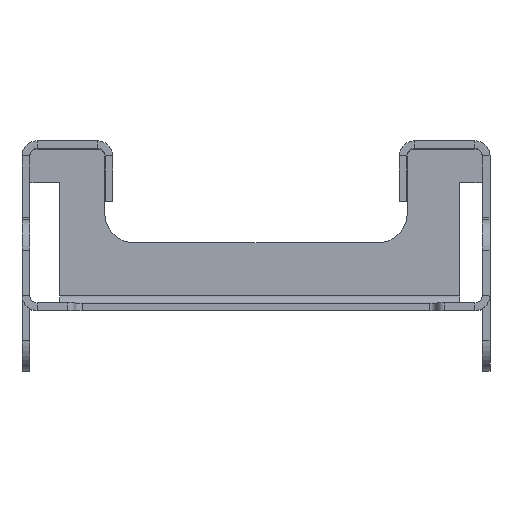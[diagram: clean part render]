
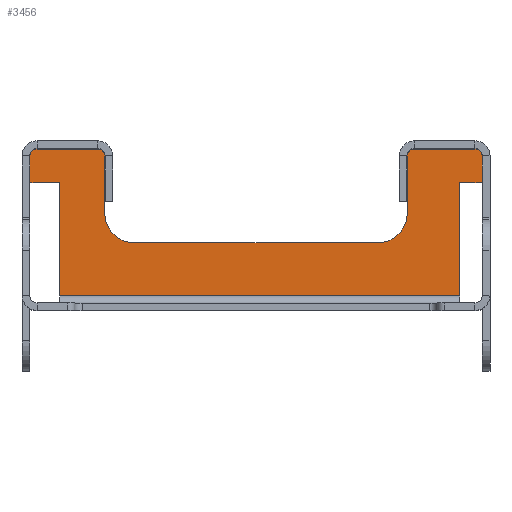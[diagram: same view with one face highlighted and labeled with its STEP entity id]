
A CAD part, top view. The second image highlights one B-rep face of the part: STEP entity #3456.
In plain terms, the highlighted planar face has unit normal (0, 0, 1).
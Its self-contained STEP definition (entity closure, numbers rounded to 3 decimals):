
#56 = ORIENTED_EDGE ( 'NONE', *, *, #2534, .T. ) ;
#64 = ORIENTED_EDGE ( 'NONE', *, *, #3646, .T. ) ;
#68 = VERTEX_POINT ( 'NONE', #2450 ) ;
#71 = LINE ( 'NONE', #3710, #623 ) ;
#92 = EDGE_CURVE ( 'NONE', #2454, #907, #947, .T. ) ;
#204 = DIRECTION ( 'NONE',  ( 0., 0., 1. ) ) ;
#476 = AXIS2_PLACEMENT_3D ( 'NONE', #2124, #2536, #1332 ) ;
#555 = ORIENTED_EDGE ( 'NONE', *, *, #2463, .T. ) ;
#615 = EDGE_CURVE ( 'NONE', #1881, #4613, #3437, .T. ) ;
#623 = VECTOR ( 'NONE', #4904, 1000. ) ;
#643 = LINE ( 'NONE', #1197, #2314 ) ;
#695 = VERTEX_POINT ( 'NONE', #1043 ) ;
#709 = CARTESIAN_POINT ( 'NONE',  ( 59.9, 34., -34. ) ) ;
#723 = CIRCLE ( 'NONE', #5184, 8. ) ;
#736 = DIRECTION ( 'NONE',  ( 1., 0., 0. ) ) ;
#771 = EDGE_CURVE ( 'NONE', #2006, #2785, #5100, .T. ) ;
#804 = EDGE_CURVE ( 'NONE', #2785, #907, #4696, .T. ) ;
#827 = DIRECTION ( 'NONE',  ( -1., 0., 0. ) ) ;
#907 = VERTEX_POINT ( 'NONE', #1202 ) ;
#915 = VERTEX_POINT ( 'NONE', #4857 ) ;
#919 = EDGE_CURVE ( 'NONE', #695, #915, #71, .T. ) ;
#947 = LINE ( 'NONE', #2836, #3685 ) ;
#963 = CARTESIAN_POINT ( 'NONE',  ( -58., 34., -34. ) ) ;
#970 = DIRECTION ( 'NONE',  ( -1., 0., 0. ) ) ;
#1043 = CARTESIAN_POINT ( 'NONE',  ( -42., 42.9, -34. ) ) ;
#1116 = ORIENTED_EDGE ( 'NONE', *, *, #2745, .T. ) ;
#1125 = EDGE_CURVE ( 'NONE', #4613, #1159, #2952, .T. ) ;
#1159 = VERTEX_POINT ( 'NONE', #3401 ) ;
#1191 = EDGE_LOOP ( 'NONE', ( #3145, #4136, #3672, #3996, #1964, #1246, #555, #64, #2792, #56, #3499, #2677, #3493, #4368, #3938, #1116, #1600, #3694 ) ) ;
#1197 = CARTESIAN_POINT ( 'NONE',  ( -58., 18., -34. ) ) ;
#1202 = CARTESIAN_POINT ( 'NONE',  ( -52., 4., -34. ) ) ;
#1233 = AXIS2_PLACEMENT_3D ( 'NONE', #5110, #2372, #4306 ) ;
#1246 = ORIENTED_EDGE ( 'NONE', *, *, #2403, .T. ) ;
#1266 = DIRECTION ( 'NONE',  ( -1., 0., 0. ) ) ;
#1306 = CARTESIAN_POINT ( 'NONE',  ( 32.1, 18., -34. ) ) ;
#1312 = CIRCLE ( 'NONE', #1233, 8. ) ;
#1317 = AXIS2_PLACEMENT_3D ( 'NONE', #3334, #3358, #970 ) ;
#1332 = DIRECTION ( 'NONE',  ( -1., 0., 0. ) ) ;
#1351 = CARTESIAN_POINT ( 'NONE',  ( 54., 41., -34. ) ) ;
#1386 = CARTESIAN_POINT ( 'NONE',  ( -58., 41., -34. ) ) ;
#1518 = CARTESIAN_POINT ( 'NONE',  ( -40.1, 26., -34. ) ) ;
#1600 = ORIENTED_EDGE ( 'NONE', *, *, #771, .T. ) ;
#1607 = PLANE ( 'NONE',  #476 ) ;
#1626 = VECTOR ( 'NONE', #736, 1000. ) ;
#1652 = CIRCLE ( 'NONE', #3892, 1.9 ) ;
#1723 = VECTOR ( 'NONE', #2226, 1000. ) ;
#1747 = LINE ( 'NONE', #1351, #2157 ) ;
#1766 = VECTOR ( 'NONE', #4555, 1000. ) ;
#1774 = DIRECTION ( 'NONE',  ( -1., 0., 0. ) ) ;
#1854 = LINE ( 'NONE', #2610, #3065 ) ;
#1881 = VERTEX_POINT ( 'NONE', #2676 ) ;
#1883 = LINE ( 'NONE', #4287, #1723 ) ;
#1964 = ORIENTED_EDGE ( 'NONE', *, *, #3745, .T. ) ;
#1986 = VERTEX_POINT ( 'NONE', #2310 ) ;
#2006 = VERTEX_POINT ( 'NONE', #3537 ) ;
#2037 = VERTEX_POINT ( 'NONE', #2722 ) ;
#2062 = DIRECTION ( 'NONE',  ( -1., 0., 0. ) ) ;
#2069 = AXIS2_PLACEMENT_3D ( 'NONE', #2743, #4345, #827 ) ;
#2085 = VERTEX_POINT ( 'NONE', #1306 ) ;
#2124 = CARTESIAN_POINT ( 'NONE',  ( -58., 41., -34. ) ) ;
#2157 = VECTOR ( 'NONE', #3048, 1000. ) ;
#2208 = DIRECTION ( 'NONE',  ( 0., 1., 0. ) ) ;
#2226 = DIRECTION ( 'NONE',  ( 0., -1., 0. ) ) ;
#2269 = DIRECTION ( 'NONE',  ( -1., 0., 0. ) ) ;
#2310 = CARTESIAN_POINT ( 'NONE',  ( 40.1, 26., -34. ) ) ;
#2314 = VECTOR ( 'NONE', #3884, 1000. ) ;
#2372 = DIRECTION ( 'NONE',  ( 0., 0., -1. ) ) ;
#2403 = EDGE_CURVE ( 'NONE', #3163, #4592, #1854, .T. ) ;
#2450 = CARTESIAN_POINT ( 'NONE',  ( 40.1, 41., -34. ) ) ;
#2454 = VERTEX_POINT ( 'NONE', #3757 ) ;
#2463 = EDGE_CURVE ( 'NONE', #4592, #68, #1652, .T. ) ;
#2507 = LINE ( 'NONE', #3237, #2900 ) ;
#2534 = EDGE_CURVE ( 'NONE', #2085, #3607, #643, .T. ) ;
#2536 = DIRECTION ( 'NONE',  ( 0., 0., -1. ) ) ;
#2575 = VERTEX_POINT ( 'NONE', #1518 ) ;
#2610 = CARTESIAN_POINT ( 'NONE',  ( -58., 42.9, -34. ) ) ;
#2676 = CARTESIAN_POINT ( 'NONE',  ( 54., 34., -34. ) ) ;
#2677 = ORIENTED_EDGE ( 'NONE', *, *, #4835, .T. ) ;
#2722 = CARTESIAN_POINT ( 'NONE',  ( -40.1, 41., -34. ) ) ;
#2743 = CARTESIAN_POINT ( 'NONE',  ( 58., 41., -34. ) ) ;
#2745 = EDGE_CURVE ( 'NONE', #5059, #2006, #2507, .T. ) ;
#2785 = VERTEX_POINT ( 'NONE', #4499 ) ;
#2792 = ORIENTED_EDGE ( 'NONE', *, *, #3100, .T. ) ;
#2836 = CARTESIAN_POINT ( 'NONE',  ( 54., 4., -34. ) ) ;
#2850 = EDGE_CURVE ( 'NONE', #2454, #1881, #1747, .T. ) ;
#2886 = DIRECTION ( 'NONE',  ( 0., 0., -1. ) ) ;
#2896 = CIRCLE ( 'NONE', #2069, 1.9 ) ;
#2900 = VECTOR ( 'NONE', #2922, 1000. ) ;
#2922 = DIRECTION ( 'NONE',  ( 0., -1., 0. ) ) ;
#2952 = LINE ( 'NONE', #3032, #1766 ) ;
#2991 = VECTOR ( 'NONE', #2208, 1000. ) ;
#3011 = LINE ( 'NONE', #4166, #2991 ) ;
#3032 = CARTESIAN_POINT ( 'NONE',  ( 59.9, 41., -34. ) ) ;
#3036 = EDGE_CURVE ( 'NONE', #3607, #2575, #1312, .T. ) ;
#3048 = DIRECTION ( 'NONE',  ( 0., 1., 0. ) ) ;
#3065 = VECTOR ( 'NONE', #1774, 1000. ) ;
#3088 = CARTESIAN_POINT ( 'NONE',  ( -32.1, 18., -34. ) ) ;
#3093 = CARTESIAN_POINT ( 'NONE',  ( -58., 34., -34. ) ) ;
#3100 = EDGE_CURVE ( 'NONE', #1986, #2085, #723, .T. ) ;
#3145 = ORIENTED_EDGE ( 'NONE', *, *, #92, .F. ) ;
#3163 = VERTEX_POINT ( 'NONE', #4918 ) ;
#3237 = CARTESIAN_POINT ( 'NONE',  ( -59.9, 41., -34. ) ) ;
#3334 = CARTESIAN_POINT ( 'NONE',  ( -42., 41., -34. ) ) ;
#3358 = DIRECTION ( 'NONE',  ( 0., 0., 1. ) ) ;
#3401 = CARTESIAN_POINT ( 'NONE',  ( 59.9, 41., -34. ) ) ;
#3437 = LINE ( 'NONE', #963, #4290 ) ;
#3456 = ADVANCED_FACE ( 'NONE', ( #5204 ), #1607, .F. ) ;
#3493 = ORIENTED_EDGE ( 'NONE', *, *, #4423, .T. ) ;
#3499 = ORIENTED_EDGE ( 'NONE', *, *, #3036, .T. ) ;
#3537 = CARTESIAN_POINT ( 'NONE',  ( -59.9, 34., -34. ) ) ;
#3607 = VERTEX_POINT ( 'NONE', #3088 ) ;
#3646 = EDGE_CURVE ( 'NONE', #68, #1986, #1883, .T. ) ;
#3672 = ORIENTED_EDGE ( 'NONE', *, *, #615, .T. ) ;
#3685 = VECTOR ( 'NONE', #2062, 1000. ) ;
#3694 = ORIENTED_EDGE ( 'NONE', *, *, #804, .T. ) ;
#3702 = EDGE_CURVE ( 'NONE', #915, #5059, #4654, .T. ) ;
#3710 = CARTESIAN_POINT ( 'NONE',  ( -58., 42.9, -34. ) ) ;
#3732 = CIRCLE ( 'NONE', #1317, 1.9 ) ;
#3745 = EDGE_CURVE ( 'NONE', #1159, #3163, #2896, .T. ) ;
#3757 = CARTESIAN_POINT ( 'NONE',  ( 54., 4., -34. ) ) ;
#3825 = DIRECTION ( 'NONE',  ( 1., 0., 0. ) ) ;
#3867 = CARTESIAN_POINT ( 'NONE',  ( -59.9, 41., -34. ) ) ;
#3884 = DIRECTION ( 'NONE',  ( -1., 0., 0. ) ) ;
#3892 = AXIS2_PLACEMENT_3D ( 'NONE', #4256, #4204, #2269 ) ;
#3938 = ORIENTED_EDGE ( 'NONE', *, *, #3702, .T. ) ;
#3985 = CARTESIAN_POINT ( 'NONE',  ( 32.1, 26., -34. ) ) ;
#3996 = ORIENTED_EDGE ( 'NONE', *, *, #1125, .T. ) ;
#4136 = ORIENTED_EDGE ( 'NONE', *, *, #2850, .T. ) ;
#4166 = CARTESIAN_POINT ( 'NONE',  ( -40.1, 41., -34. ) ) ;
#4184 = DIRECTION ( 'NONE',  ( -1., 0., 0. ) ) ;
#4204 = DIRECTION ( 'NONE',  ( 0., 0., 1. ) ) ;
#4237 = AXIS2_PLACEMENT_3D ( 'NONE', #1386, #204, #4184 ) ;
#4256 = CARTESIAN_POINT ( 'NONE',  ( 42., 41., -34. ) ) ;
#4287 = CARTESIAN_POINT ( 'NONE',  ( 40.1, 41., -34. ) ) ;
#4290 = VECTOR ( 'NONE', #3825, 1000. ) ;
#4296 = DIRECTION ( 'NONE',  ( 0., -1., 0. ) ) ;
#4306 = DIRECTION ( 'NONE',  ( -1., 0., 0. ) ) ;
#4345 = DIRECTION ( 'NONE',  ( 0., 0., 1. ) ) ;
#4358 = CARTESIAN_POINT ( 'NONE',  ( 42., 42.9, -34. ) ) ;
#4368 = ORIENTED_EDGE ( 'NONE', *, *, #919, .T. ) ;
#4375 = CARTESIAN_POINT ( 'NONE',  ( -52., 41., -34. ) ) ;
#4423 = EDGE_CURVE ( 'NONE', #2037, #695, #3732, .T. ) ;
#4499 = CARTESIAN_POINT ( 'NONE',  ( -52., 34., -34. ) ) ;
#4555 = DIRECTION ( 'NONE',  ( 0., 1., 0. ) ) ;
#4592 = VERTEX_POINT ( 'NONE', #4358 ) ;
#4613 = VERTEX_POINT ( 'NONE', #709 ) ;
#4654 = CIRCLE ( 'NONE', #4237, 1.9 ) ;
#4696 = LINE ( 'NONE', #4375, #5065 ) ;
#4835 = EDGE_CURVE ( 'NONE', #2575, #2037, #3011, .T. ) ;
#4857 = CARTESIAN_POINT ( 'NONE',  ( -58., 42.9, -34. ) ) ;
#4904 = DIRECTION ( 'NONE',  ( -1., 0., 0. ) ) ;
#4918 = CARTESIAN_POINT ( 'NONE',  ( 58., 42.9, -34. ) ) ;
#5059 = VERTEX_POINT ( 'NONE', #3867 ) ;
#5065 = VECTOR ( 'NONE', #4296, 1000. ) ;
#5100 = LINE ( 'NONE', #3093, #1626 ) ;
#5110 = CARTESIAN_POINT ( 'NONE',  ( -32.1, 26., -34. ) ) ;
#5184 = AXIS2_PLACEMENT_3D ( 'NONE', #3985, #2886, #1266 ) ;
#5204 = FACE_OUTER_BOUND ( 'NONE', #1191, .T. ) ;
